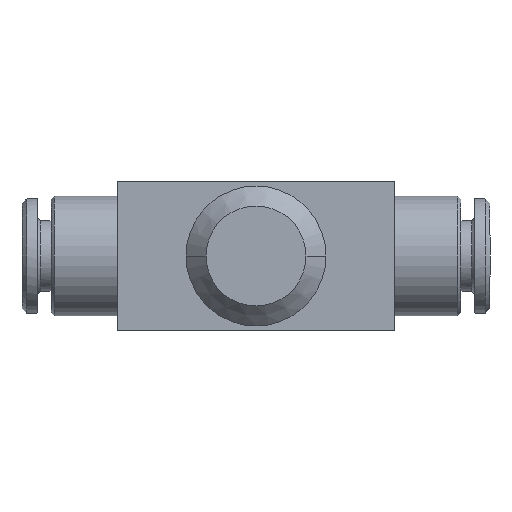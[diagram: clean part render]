
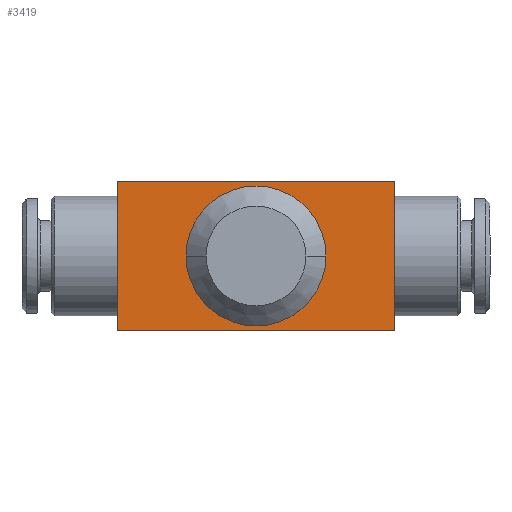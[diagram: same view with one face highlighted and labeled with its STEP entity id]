
A CAD part, front view. The second image highlights one B-rep face of the part: STEP entity #3419.
In plain terms, the highlighted planar face has unit normal (0, -1, 0).
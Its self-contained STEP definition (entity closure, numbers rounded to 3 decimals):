
#1590=CARTESIAN_POINT('Vertex',(13.9,0.,-7.5)) ;
#1593=CARTESIAN_POINT('Line Origine',(0.,0.,-7.5)) ;
#1597=CARTESIAN_POINT('Vertex',(-13.9,0.,-7.5)) ;
#3146=CARTESIAN_POINT('Vertex',(13.9,0.,7.5)) ;
#3149=CARTESIAN_POINT('Line Origine',(13.9,0.,0.)) ;
#3203=CARTESIAN_POINT('Line Origine',(-13.9,0.,0.)) ;
#3207=CARTESIAN_POINT('Vertex',(-13.9,0.,7.5)) ;
#3264=CARTESIAN_POINT('Line Origine',(0.,0.,7.5)) ;
#3390=CARTESIAN_POINT('Axis2P3D Location',(13.9,0.,0.)) ;
#3401=CARTESIAN_POINT('Axis2P3D Location',(0.,0.,0.)) ;
#3405=CARTESIAN_POINT('Vertex',(-7.,0.,0.)) ;
#3407=CARTESIAN_POINT('Vertex',(7.,0.,0.)) ;
#3410=CARTESIAN_POINT('Axis2P3D Location',(0.,0.,0.)) ;
#1594=DIRECTION('Vector Direction',(-1.,0.,0.)) ;
#3150=DIRECTION('Vector Direction',(0.,0.,1.)) ;
#3204=DIRECTION('Vector Direction',(0.,0.,1.)) ;
#3265=DIRECTION('Vector Direction',(-1.,0.,0.)) ;
#3391=DIRECTION('Axis2P3D Direction',(0.,1.,-0.)) ;
#3392=DIRECTION('Axis2P3D XDirection',(-1.,0.,0.)) ;
#3402=DIRECTION('Axis2P3D Direction',(0.,1.,-0.)) ;
#3411=DIRECTION('Axis2P3D Direction',(0.,1.,-0.)) ;
#3393=AXIS2_PLACEMENT_3D('Plane Axis2P3D',#3390,#3391,#3392) ;
#3403=AXIS2_PLACEMENT_3D('Circle Axis2P3D',#3401,#3402,$) ;
#3412=AXIS2_PLACEMENT_3D('Circle Axis2P3D',#3410,#3411,$) ;
#3396=ORIENTED_EDGE('',*,*,#3209,.F.) ;
#3397=ORIENTED_EDGE('',*,*,#1599,.T.) ;
#3398=ORIENTED_EDGE('',*,*,#3153,.T.) ;
#3399=ORIENTED_EDGE('',*,*,#3268,.F.) ;
#3416=ORIENTED_EDGE('',*,*,#3409,.F.) ;
#3417=ORIENTED_EDGE('',*,*,#3414,.F.) ;
#3418=FACE_BOUND('',#3415,.T.) ;
#1595=VECTOR('Line Direction',#1594,1.) ;
#3151=VECTOR('Line Direction',#3150,1.) ;
#3205=VECTOR('Line Direction',#3204,1.) ;
#3266=VECTOR('Line Direction',#3265,1.) ;
#3419=ADVANCED_FACE('Corps principal',(#3400,#3418),#3394,.F.) ;
#3404=CIRCLE('generated circle',#3403,7.) ;
#3413=CIRCLE('generated circle',#3412,7.) ;
#1599=EDGE_CURVE('',#1598,#1591,#1596,.F.) ;
#3153=EDGE_CURVE('',#1591,#3147,#3152,.T.) ;
#3209=EDGE_CURVE('',#1598,#3208,#3206,.T.) ;
#3268=EDGE_CURVE('',#3208,#3147,#3267,.F.) ;
#3409=EDGE_CURVE('',#3406,#3408,#3404,.F.) ;
#3414=EDGE_CURVE('',#3408,#3406,#3413,.F.) ;
#3395=EDGE_LOOP('',(#3396,#3397,#3398,#3399)) ;
#3415=EDGE_LOOP('',(#3416,#3417)) ;
#3400=FACE_OUTER_BOUND('',#3395,.T.) ;
#1596=LINE('Line',#1593,#1595) ;
#3152=LINE('Line',#3149,#3151) ;
#3206=LINE('Line',#3203,#3205) ;
#3267=LINE('Line',#3264,#3266) ;
#3394=PLANE('',#3393) ;
#1591=VERTEX_POINT('',#1590) ;
#1598=VERTEX_POINT('',#1597) ;
#3147=VERTEX_POINT('',#3146) ;
#3208=VERTEX_POINT('',#3207) ;
#3406=VERTEX_POINT('',#3405) ;
#3408=VERTEX_POINT('',#3407) ;
